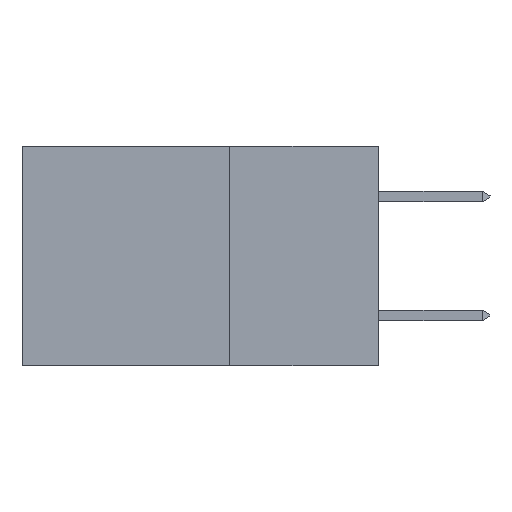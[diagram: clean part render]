
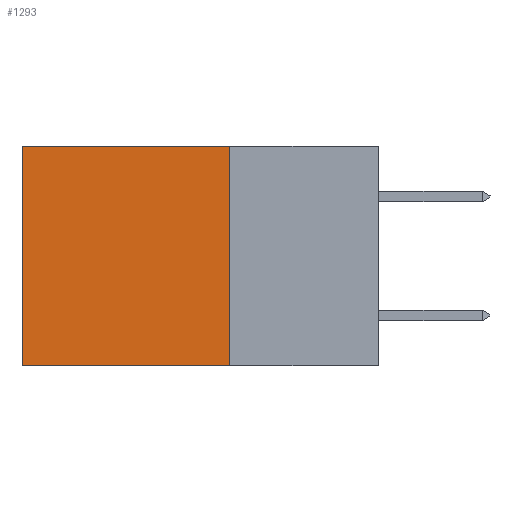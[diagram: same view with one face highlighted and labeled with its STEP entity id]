
A CAD part, left-side view. The second image highlights one B-rep face of the part: STEP entity #1293.
In plain terms, the highlighted planar face has unit normal (-1, 0, 0).
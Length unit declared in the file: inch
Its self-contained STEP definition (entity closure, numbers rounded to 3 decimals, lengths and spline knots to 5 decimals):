
#28 = ORIENTED_EDGE ( 'NONE', *, *, #5289, .F. ) ;
#31 = AXIS2_PLACEMENT_3D ( 'NONE', #1292, #14385, #9080 ) ;
#1032 = CARTESIAN_POINT ( 'NONE',  ( 0.2615, 0.25, 0. ) ) ;
#1292 = CARTESIAN_POINT ( 'NONE',  ( 0.2615, 0.25, -0.37 ) ) ;
#1293 = ADVANCED_FACE ( 'NONE', ( #8702 ), #20473, .F. ) ;
#1691 = CARTESIAN_POINT ( 'NONE',  ( 0.2615, 0.6, 0. ) ) ;
#2207 = CARTESIAN_POINT ( 'NONE',  ( 0.2615, 0.25, -0.37 ) ) ;
#2309 = CARTESIAN_POINT ( 'NONE',  ( 0.2615, 0.6, -0.37 ) ) ;
#3553 = VERTEX_POINT ( 'NONE', #1032 ) ;
#3751 = CARTESIAN_POINT ( 'NONE',  ( 0.2615, 0.6, -0.37 ) ) ;
#5037 = VECTOR ( 'NONE', #9882, 39.37008 ) ;
#5289 = EDGE_CURVE ( 'NONE', #18046, #9748, #9406, .T. ) ;
#7289 = LINE ( 'NONE', #24949, #20798 ) ;
#8199 = ORIENTED_EDGE ( 'NONE', *, *, #13420, .F. ) ;
#8702 = FACE_OUTER_BOUND ( 'NONE', #16677, .T. ) ;
#9080 = DIRECTION ( 'NONE',  ( 0., 0., -1. ) ) ;
#9406 = LINE ( 'NONE', #22602, #20145 ) ;
#9748 = VERTEX_POINT ( 'NONE', #2309 ) ;
#9882 = DIRECTION ( 'NONE',  ( 0., 0., -1. ) ) ;
#11277 = DIRECTION ( 'NONE',  ( 0., 1., 0. ) ) ;
#13420 = EDGE_CURVE ( 'NONE', #3553, #18046, #7289, .T. ) ;
#14148 = EDGE_CURVE ( 'NONE', #22282, #9748, #24860, .T. ) ;
#14385 = DIRECTION ( 'NONE',  ( 1., 0., 0. ) ) ;
#16677 = EDGE_LOOP ( 'NONE', ( #24087, #28, #8199, #18798 ) ) ;
#18046 = VERTEX_POINT ( 'NONE', #2207 ) ;
#18798 = ORIENTED_EDGE ( 'NONE', *, *, #24106, .T. ) ;
#18992 = VECTOR ( 'NONE', #21365, 39.37008 ) ;
#19320 = LINE ( 'NONE', #23157, #18992 ) ;
#20145 = VECTOR ( 'NONE', #11277, 39.37008 ) ;
#20473 = PLANE ( 'NONE',  #31 ) ;
#20798 = VECTOR ( 'NONE', #22773, 39.37008 ) ;
#21365 = DIRECTION ( 'NONE',  ( 0., 1., 0. ) ) ;
#22282 = VERTEX_POINT ( 'NONE', #1691 ) ;
#22602 = CARTESIAN_POINT ( 'NONE',  ( 0.2615, 0.25, -0.37 ) ) ;
#22773 = DIRECTION ( 'NONE',  ( 0., 0., -1. ) ) ;
#23157 = CARTESIAN_POINT ( 'NONE',  ( 0.2615, 0.25, 0. ) ) ;
#24087 = ORIENTED_EDGE ( 'NONE', *, *, #14148, .T. ) ;
#24106 = EDGE_CURVE ( 'NONE', #3553, #22282, #19320, .T. ) ;
#24860 = LINE ( 'NONE', #3751, #5037 ) ;
#24949 = CARTESIAN_POINT ( 'NONE',  ( 0.2615, 0.25, -0.37 ) ) ;
